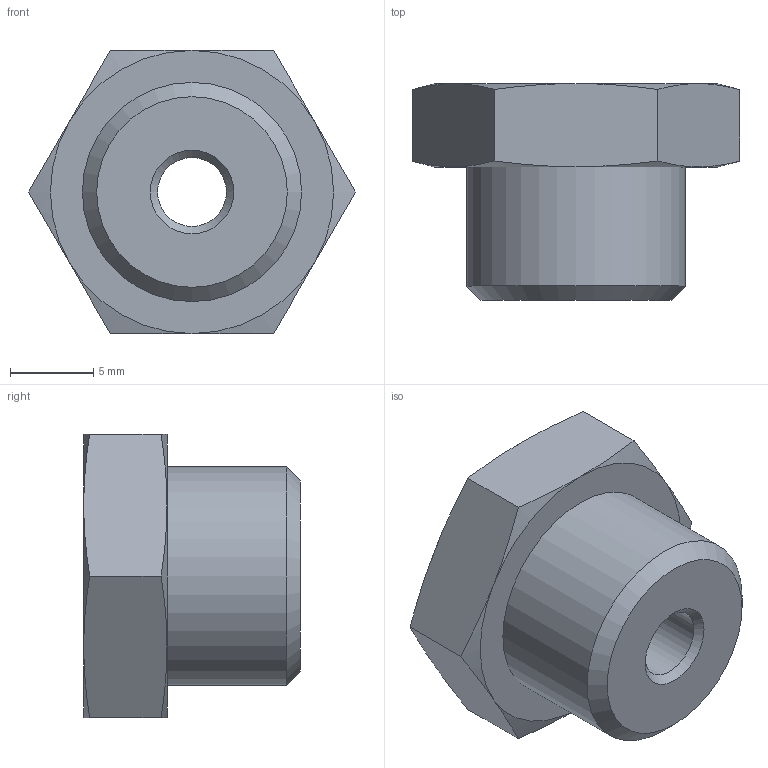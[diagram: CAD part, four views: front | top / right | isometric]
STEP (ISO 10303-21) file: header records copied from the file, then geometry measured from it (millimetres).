
FILE_DESCRIPTION(/* description */ ('STEP AP214'),/* implementation_level */ '2;1');
FILE_NAME(/* name */ '8069229_NPFC-R-G14-M5-MF',/* time_stamp */ '2024-09-12T23:43:21+02:00',/* author */ ('License CC BY-ND 4.0'),/* organization */ ('CADENAS'),/* preprocessor_version */ 'ST-DEVELOPER v19.3',/* originating_system */ 'PARTsolutions',/* authorisation */ ' ');
FILE_SCHEMA (('AUTOMOTIVE_DESIGN {1 0 10303 214 3 1 1}'));
Length unit declared in the file: millimetre
Products named in the file (1): 8069229 NPFC-R-G14-M5-MF
Bounding box: 19.63 x 13 x 17 mm (x, y, z)
Volume: 2142.4 mm3; surface area: 1227.3 mm2
Topology: 1 solids, 1 shells, 26 faces, 54 edges, 31 vertices
Faces by surface type: cone 15, plane 9, cylinder 2
Full cylindrical faces by diameter (mm): 4.134 x1, 13.157 x1
Entity records: 710 total; most frequent: CARTESIAN_POINT 179, ORIENTED_EDGE 98, DIRECTION 98, EDGE_CURVE 49, AXIS2_PLACEMENT_3D 46, EDGE_LOOP 34, FACE_BOUND 34, VERTEX_POINT 31
